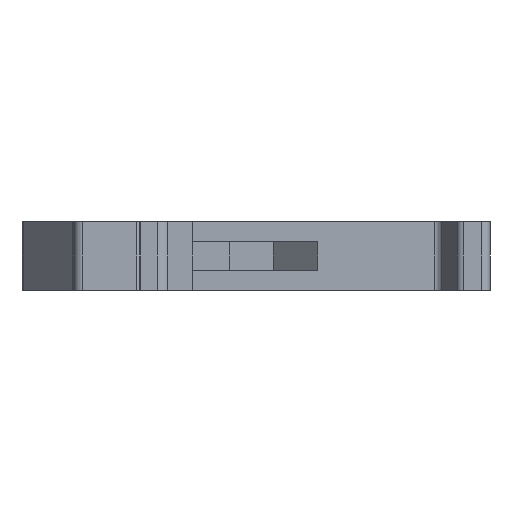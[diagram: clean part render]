
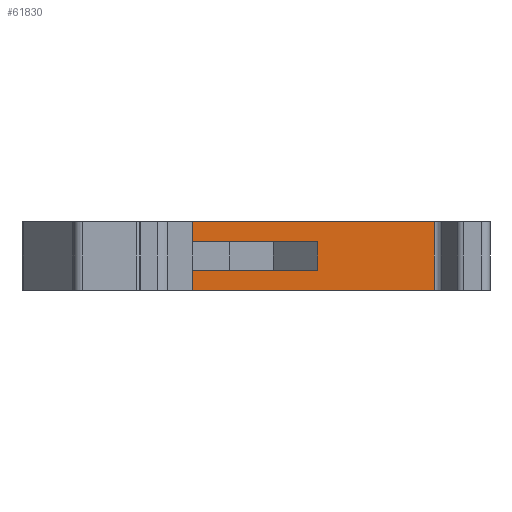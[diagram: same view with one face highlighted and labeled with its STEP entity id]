
A CAD part, left-side view. The second image highlights one B-rep face of the part: STEP entity #61830.
In plain terms, the highlighted planar face has unit normal (-1, 0, 0).
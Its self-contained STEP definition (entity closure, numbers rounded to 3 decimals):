
#4960=CARTESIAN_POINT('',(-111.221,354.027,8.15));
#4970=VERTEX_POINT('',#4960);
#5000=CARTESIAN_POINT('',(-111.221,0.,8.15));
#5010=DIRECTION('',(0.,-1.,0.));
#5020=VECTOR('',#5010,1.);
#5030=LINE('',#5000,#5020);
#5040=CARTESIAN_POINT('',(-111.221,382.71,8.15));
#5050=VERTEX_POINT('',#5040);
#5060=EDGE_CURVE('',#5050,#4970,#5030,.T.);
#20860=CARTESIAN_POINT('',(-111.221,382.71,0.));
#20870=VERTEX_POINT('',#20860);
#20900=CARTESIAN_POINT('',(-111.221,0.,0.));
#20910=DIRECTION('',(0.,-1.,0.));
#20920=VECTOR('',#20910,1.);
#20930=LINE('',#20900,#20920);
#20940=CARTESIAN_POINT('',(-111.221,354.027,0.));
#20950=VERTEX_POINT('',#20940);
#20960=EDGE_CURVE('',#20870,#20950,#20930,.T.);
#48590=CARTESIAN_POINT('',(-111.221,382.71,0.));
#48600=DIRECTION('',(0.,0.,-1.));
#48610=VECTOR('',#48600,1.);
#48620=LINE('',#48590,#48610);
#48630=CARTESIAN_POINT('',(-111.221,382.71,5.775));
#48640=VERTEX_POINT('',#48630);
#48650=EDGE_CURVE('',#5050,#48640,#48620,.T.);
#48710=CARTESIAN_POINT('',(-111.221,382.71,2.375));
#48720=VERTEX_POINT('',#48710);
#48750=EDGE_CURVE('',#48720,#20870,#48620,.T.);
#49070=CARTESIAN_POINT('',(-111.221,367.855,2.375));
#49080=VERTEX_POINT('',#49070);
#49110=CARTESIAN_POINT('',(-111.221,0.,2.375));
#49120=DIRECTION('',(0.,-1.,0.));
#49130=VECTOR('',#49120,1.);
#49140=LINE('',#49110,#49130);
#49150=EDGE_CURVE('',#48720,#49080,#49140,.T.);
#49570=CARTESIAN_POINT('',(-111.221,354.027,0.));
#49580=DIRECTION('',(0.,0.,1.));
#49590=VECTOR('',#49580,1.);
#49600=LINE('',#49570,#49590);
#49610=EDGE_CURVE('',#20950,#4970,#49600,.T.);
#60880=CARTESIAN_POINT('',(-111.221,0.,5.775));
#60890=DIRECTION('',(0.,-1.,0.));
#60900=VECTOR('',#60890,1.);
#60910=LINE('',#60880,#60900);
#60920=CARTESIAN_POINT('',(-111.221,367.855,5.775));
#60930=VERTEX_POINT('',#60920);
#60940=EDGE_CURVE('',#48640,#60930,#60910,.T.);
#61330=CARTESIAN_POINT('',(-111.221,367.855,0.));
#61340=DIRECTION('',(0.,0.,-1.));
#61350=VECTOR('',#61340,1.);
#61360=LINE('',#61330,#61350);
#61370=EDGE_CURVE('',#60930,#49080,#61360,.T.);
#61680=CARTESIAN_POINT('',(-111.221,367.855,0.));
#61690=DIRECTION('',(-1.,0.,0.));
#61700=DIRECTION('',(0.,1.,0.));
#61710=AXIS2_PLACEMENT_3D('',#61680,#61690,#61700);
#61720=PLANE('',#61710);
#61730=ORIENTED_EDGE('',*,*,#48750,.T.);
#61740=ORIENTED_EDGE('',*,*,#49150,.F.);
#61750=ORIENTED_EDGE('',*,*,#61370,.T.);
#61760=ORIENTED_EDGE('',*,*,#60940,.T.);
#61770=ORIENTED_EDGE('',*,*,#48650,.T.);
#61780=ORIENTED_EDGE('',*,*,#5060,.F.);
#61790=ORIENTED_EDGE('',*,*,#49610,.T.);
#61800=ORIENTED_EDGE('',*,*,#20960,.T.);
#61810=EDGE_LOOP('',(#61800,#61790,#61780,#61770,#61760,#61750,#61740,
#61730));
#61820=FACE_OUTER_BOUND('',#61810,.T.);
#61830=ADVANCED_FACE('',(#61820),#61720,.T.);
